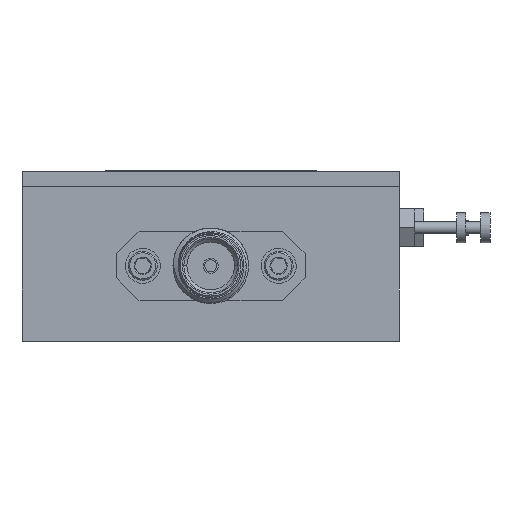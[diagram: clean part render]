
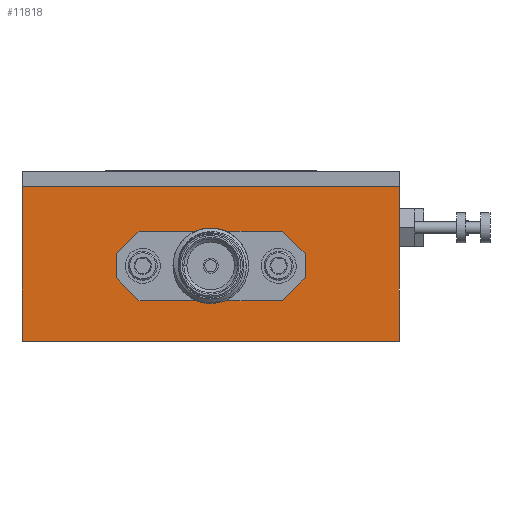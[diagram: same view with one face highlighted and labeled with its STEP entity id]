
A CAD part, left-side view. The second image highlights one B-rep face of the part: STEP entity #11818.
In plain terms, the highlighted planar face has unit normal (-1, 0, 0).
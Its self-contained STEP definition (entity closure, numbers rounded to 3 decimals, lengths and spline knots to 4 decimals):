
#3496 = CARTESIAN_POINT ( 'NONE',  ( -0.625, -0.625, 0.2815 ) ) ;
#3957 = EDGE_CURVE ( 'NONE', #53018, #55658, #72286, .T. ) ;
#4731 = CARTESIAN_POINT ( 'NONE',  ( -0.625, -0.625, 0.2315 ) ) ;
#11413 = VECTOR ( 'NONE', #42858, 39.3701 ) ;
#11818 = ADVANCED_FACE ( 'NONE', ( #40672 ), #14667, .F. ) ;
#14224 = CARTESIAN_POINT ( 'NONE',  ( -0.625, 0.625, 0.2815 ) ) ;
#14426 = DIRECTION ( 'NONE',  ( 1., 0., 0. ) ) ;
#14667 = PLANE ( 'NONE',  #38666 ) ;
#15892 = CARTESIAN_POINT ( 'NONE',  ( -0.625, 0.625, -0.2815 ) ) ;
#17008 = CARTESIAN_POINT ( 'NONE',  ( -0.625, -0.625, -0.2815 ) ) ;
#17132 = ORIENTED_EDGE ( 'NONE', *, *, #31879, .T. ) ;
#17417 = ORIENTED_EDGE ( 'NONE', *, *, #45188, .F. ) ;
#19534 = LINE ( 'NONE', #17008, #40341 ) ;
#20234 = DIRECTION ( 'NONE',  ( 0., 0., -1. ) ) ;
#22293 = DIRECTION ( 'NONE',  ( 0., 0., -1. ) ) ;
#27205 = CARTESIAN_POINT ( 'NONE',  ( -0.625, -0.625, -0.2815 ) ) ;
#31879 = EDGE_CURVE ( 'NONE', #44105, #62803, #19534, .T. ) ;
#33946 = DIRECTION ( 'NONE',  ( 0., -1., 0. ) ) ;
#34266 = VECTOR ( 'NONE', #47984, 39.3701 ) ;
#38666 = AXIS2_PLACEMENT_3D ( 'NONE', #3496, #14426, #20234 ) ;
#39368 = EDGE_LOOP ( 'NONE', ( #45160, #49963, #17132, #17417 ) ) ;
#40341 = VECTOR ( 'NONE', #33946, 39.3701 ) ;
#40672 = FACE_OUTER_BOUND ( 'NONE', #39368, .T. ) ;
#42858 = DIRECTION ( 'NONE',  ( 0., 0., -1. ) ) ;
#44105 = VERTEX_POINT ( 'NONE', #15892 ) ;
#45160 = ORIENTED_EDGE ( 'NONE', *, *, #3957, .F. ) ;
#45188 = EDGE_CURVE ( 'NONE', #55658, #62803, #61244, .T. ) ;
#45883 = VECTOR ( 'NONE', #22293, 39.3701 ) ;
#46678 = LINE ( 'NONE', #14224, #11413 ) ;
#47984 = DIRECTION ( 'NONE',  ( 0., -1., 0. ) ) ;
#49963 = ORIENTED_EDGE ( 'NONE', *, *, #73808, .T. ) ;
#53018 = VERTEX_POINT ( 'NONE', #72347 ) ;
#55658 = VERTEX_POINT ( 'NONE', #4731 ) ;
#56954 = CARTESIAN_POINT ( 'NONE',  ( -0.625, -0.625, 0.2815 ) ) ;
#60075 = CARTESIAN_POINT ( 'NONE',  ( -0.625, -0.625, 0.2315 ) ) ;
#61244 = LINE ( 'NONE', #56954, #45883 ) ;
#62803 = VERTEX_POINT ( 'NONE', #27205 ) ;
#72286 = LINE ( 'NONE', #60075, #34266 ) ;
#72347 = CARTESIAN_POINT ( 'NONE',  ( -0.625, 0.625, 0.2315 ) ) ;
#73808 = EDGE_CURVE ( 'NONE', #53018, #44105, #46678, .T. ) ;
